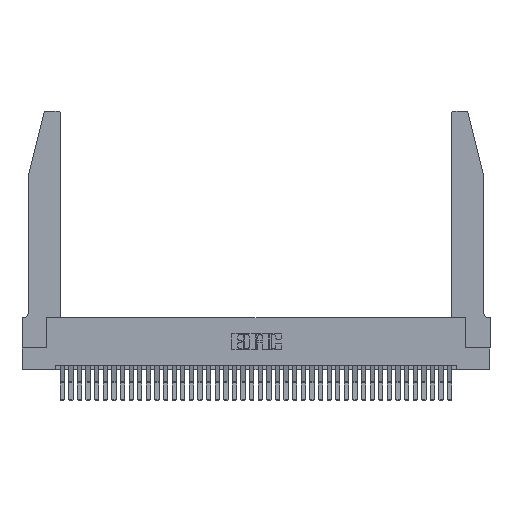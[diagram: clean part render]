
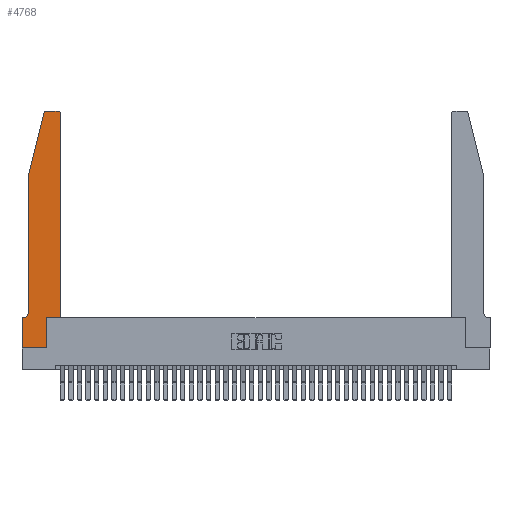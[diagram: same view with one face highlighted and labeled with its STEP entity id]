
A CAD part, top view. The second image highlights one B-rep face of the part: STEP entity #4768.
In plain terms, the highlighted planar face has unit normal (0, 0, 1).
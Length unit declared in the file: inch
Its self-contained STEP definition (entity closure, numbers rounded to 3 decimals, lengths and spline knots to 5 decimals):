
#369 = EDGE_CURVE ( 'NONE', #28102, #16409, #19248, .T. ) ;
#394 = VERTEX_POINT ( 'NONE', #9201 ) ;
#724 = LINE ( 'NONE', #35110, #40259 ) ;
#1537 = CARTESIAN_POINT ( 'NONE',  ( 0.4505, 0.35, 0.37 ) ) ;
#2342 = CARTESIAN_POINT ( 'NONE',  ( 0.4505, 2.72, 0.37 ) ) ;
#3999 = CARTESIAN_POINT ( 'NONE',  ( 0.0055, 0.35, 0.37 ) ) ;
#4768 = ADVANCED_FACE ( 'NONE', ( #35071 ), #30467, .T. ) ;
#5190 = CARTESIAN_POINT ( 'NONE',  ( 0.25487, 2.72718, 0.37 ) ) ;
#6345 = DIRECTION ( 'NONE',  ( 0., 0., 1. ) ) ;
#7509 = ORIENTED_EDGE ( 'NONE', *, *, #369, .T. ) ;
#7871 = ORIENTED_EDGE ( 'NONE', *, *, #39027, .T. ) ;
#8011 = LINE ( 'NONE', #27680, #15469 ) ;
#8064 = DIRECTION ( 'NONE',  ( 1., 0., 0. ) ) ;
#8187 = EDGE_LOOP ( 'NONE', ( #39578, #17723, #28264, #9826, #22440, #16945, #7871, #11832, #23081, #28204, #33528, #7509 ) ) ;
#8587 = CARTESIAN_POINT ( 'NONE',  ( 0.0755, 2., 0.37 ) ) ;
#8776 = DIRECTION ( 'NONE',  ( 1., 0., 0. ) ) ;
#9111 = EDGE_CURVE ( 'NONE', #33775, #21990, #23748, .T. ) ;
#9201 = CARTESIAN_POINT ( 'NONE',  ( 0.0755, 2., 0.37 ) ) ;
#9826 = ORIENTED_EDGE ( 'NONE', *, *, #26329, .T. ) ;
#10022 = DIRECTION ( 'NONE',  ( 0., 0., -1. ) ) ;
#10992 = CARTESIAN_POINT ( 'NONE',  ( 0.0755, 0.35, 0.37 ) ) ;
#11362 = CARTESIAN_POINT ( 'NONE',  ( 0., 0., 0.37 ) ) ;
#11806 = DIRECTION ( 'NONE',  ( -0.239, -0.971, 0. ) ) ;
#11832 = ORIENTED_EDGE ( 'NONE', *, *, #38780, .T. ) ;
#11874 = CARTESIAN_POINT ( 'NONE',  ( 0.0755, 0.42, 0.37 ) ) ;
#12085 = CIRCLE ( 'NONE', #21045, 0.03 ) ;
#12770 = DIRECTION ( 'NONE',  ( 0., 1., 0. ) ) ;
#13401 = CARTESIAN_POINT ( 'NONE',  ( 0., 0., 0.37 ) ) ;
#13651 = DIRECTION ( 'NONE',  ( -1., 0., 0. ) ) ;
#13992 = VECTOR ( 'NONE', #16512, 39.37008 ) ;
#14756 = EDGE_CURVE ( 'NONE', #21581, #25353, #12085, .T. ) ;
#15469 = VECTOR ( 'NONE', #24575, 39.37008 ) ;
#15567 = CARTESIAN_POINT ( 'NONE',  ( 0.4205, 2.72, 0.37 ) ) ;
#15902 = CARTESIAN_POINT ( 'NONE',  ( 0.4505, 0.35, 0.37 ) ) ;
#16215 = CARTESIAN_POINT ( 'NONE',  ( 0.2865, 0., 0.37 ) ) ;
#16409 = VERTEX_POINT ( 'NONE', #32868 ) ;
#16512 = DIRECTION ( 'NONE',  ( 0., -1., 0. ) ) ;
#16867 = CARTESIAN_POINT ( 'NONE',  ( 0., 0.35, 0.37 ) ) ;
#16945 = ORIENTED_EDGE ( 'NONE', *, *, #37865, .T. ) ;
#17723 = ORIENTED_EDGE ( 'NONE', *, *, #14756, .T. ) ;
#17778 = VECTOR ( 'NONE', #37184, 39.37008 ) ;
#18692 = DIRECTION ( 'NONE',  ( 1., 0., 0. ) ) ;
#19248 = CIRCLE ( 'NONE', #24899, 0.03 ) ;
#20878 = VERTEX_POINT ( 'NONE', #11874 ) ;
#21045 = AXIS2_PLACEMENT_3D ( 'NONE', #25195, #6345, #28298 ) ;
#21509 = LINE ( 'NONE', #8587, #28716 ) ;
#21581 = VERTEX_POINT ( 'NONE', #34054 ) ;
#21990 = VERTEX_POINT ( 'NONE', #1537 ) ;
#22440 = ORIENTED_EDGE ( 'NONE', *, *, #39542, .T. ) ;
#23049 = CARTESIAN_POINT ( 'NONE',  ( 0.2605, 2.75, 0.37 ) ) ;
#23081 = ORIENTED_EDGE ( 'NONE', *, *, #24932, .T. ) ;
#23748 = LINE ( 'NONE', #30495, #39035 ) ;
#24575 = DIRECTION ( 'NONE',  ( 1., 0., 0. ) ) ;
#24899 = AXIS2_PLACEMENT_3D ( 'NONE', #15567, #37083, #18692 ) ;
#24932 = EDGE_CURVE ( 'NONE', #34850, #33775, #34201, .T. ) ;
#25195 = CARTESIAN_POINT ( 'NONE',  ( 0.284, 2.72, 0.37 ) ) ;
#25324 = VERTEX_POINT ( 'NONE', #11362 ) ;
#25353 = VERTEX_POINT ( 'NONE', #5190 ) ;
#25760 = LINE ( 'NONE', #10992, #35787 ) ;
#26027 = DIRECTION ( 'NONE',  ( 0., -1., 0. ) ) ;
#26329 = EDGE_CURVE ( 'NONE', #394, #20878, #724, .T. ) ;
#27077 = VECTOR ( 'NONE', #12770, 39.37008 ) ;
#27511 = DIRECTION ( 'NONE',  ( 0., 0., 1. ) ) ;
#27680 = CARTESIAN_POINT ( 'NONE',  ( 0., 0., 0.37 ) ) ;
#28102 = VERTEX_POINT ( 'NONE', #2342 ) ;
#28140 = CARTESIAN_POINT ( 'NONE',  ( 0.2865, 0.35, 0.37 ) ) ;
#28204 = ORIENTED_EDGE ( 'NONE', *, *, #9111, .T. ) ;
#28264 = ORIENTED_EDGE ( 'NONE', *, *, #30889, .T. ) ;
#28298 = DIRECTION ( 'NONE',  ( 1., 0., 0. ) ) ;
#28702 = CARTESIAN_POINT ( 'NONE',  ( 0.0055, 0.42, 0.37 ) ) ;
#28716 = VECTOR ( 'NONE', #11806, 39.37008 ) ;
#29623 = DIRECTION ( 'NONE',  ( -1., 0., 0. ) ) ;
#30467 = PLANE ( 'NONE',  #32175 ) ;
#30495 = CARTESIAN_POINT ( 'NONE',  ( 0.4505, 0.35, 0.37 ) ) ;
#30612 = EDGE_CURVE ( 'NONE', #16409, #21581, #38252, .T. ) ;
#30889 = EDGE_CURVE ( 'NONE', #25353, #394, #21509, .T. ) ;
#31767 = DIRECTION ( 'NONE',  ( -1., 0., 0. ) ) ;
#32175 = AXIS2_PLACEMENT_3D ( 'NONE', #36564, #27511, #8776 ) ;
#32868 = CARTESIAN_POINT ( 'NONE',  ( 0.4205, 2.75, 0.37 ) ) ;
#33015 = EDGE_CURVE ( 'NONE', #21990, #28102, #35212, .T. ) ;
#33528 = ORIENTED_EDGE ( 'NONE', *, *, #33015, .T. ) ;
#33775 = VERTEX_POINT ( 'NONE', #38208 ) ;
#34054 = CARTESIAN_POINT ( 'NONE',  ( 0.284, 2.75, 0.37 ) ) ;
#34201 = LINE ( 'NONE', #28140, #17778 ) ;
#34400 = VERTEX_POINT ( 'NONE', #3999 ) ;
#34850 = VERTEX_POINT ( 'NONE', #16215 ) ;
#34963 = VERTEX_POINT ( 'NONE', #16867 ) ;
#35071 = FACE_OUTER_BOUND ( 'NONE', #8187, .T. ) ;
#35110 = CARTESIAN_POINT ( 'NONE',  ( 0.0755, 2., 0.37 ) ) ;
#35212 = LINE ( 'NONE', #15902, #27077 ) ;
#35649 = CIRCLE ( 'NONE', #40256, 0.07 ) ;
#35787 = VECTOR ( 'NONE', #29623, 39.37008 ) ;
#36564 = CARTESIAN_POINT ( 'NONE',  ( 0., 0.35, 0.37 ) ) ;
#37083 = DIRECTION ( 'NONE',  ( 0., 0., 1. ) ) ;
#37184 = DIRECTION ( 'NONE',  ( 0., 1., 0. ) ) ;
#37865 = EDGE_CURVE ( 'NONE', #34400, #34963, #25760, .T. ) ;
#38208 = CARTESIAN_POINT ( 'NONE',  ( 0.2865, 0.35, 0.37 ) ) ;
#38252 = LINE ( 'NONE', #23049, #39216 ) ;
#38529 = LINE ( 'NONE', #13401, #13992 ) ;
#38780 = EDGE_CURVE ( 'NONE', #25324, #34850, #8011, .T. ) ;
#39027 = EDGE_CURVE ( 'NONE', #34963, #25324, #38529, .T. ) ;
#39035 = VECTOR ( 'NONE', #8064, 39.37008 ) ;
#39216 = VECTOR ( 'NONE', #13651, 39.37008 ) ;
#39542 = EDGE_CURVE ( 'NONE', #20878, #34400, #35649, .T. ) ;
#39578 = ORIENTED_EDGE ( 'NONE', *, *, #30612, .T. ) ;
#40256 = AXIS2_PLACEMENT_3D ( 'NONE', #28702, #10022, #31767 ) ;
#40259 = VECTOR ( 'NONE', #26027, 39.37008 ) ;
